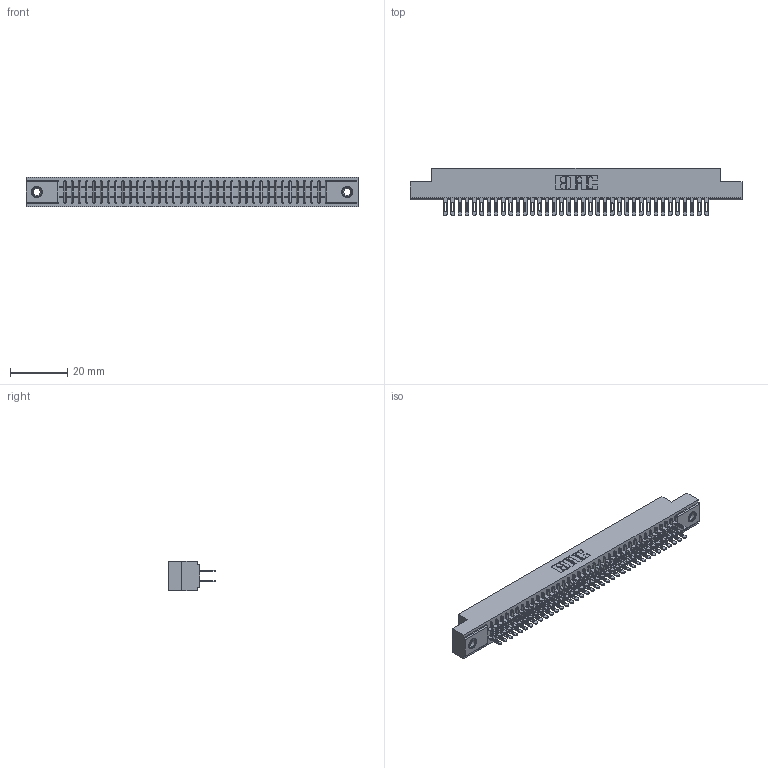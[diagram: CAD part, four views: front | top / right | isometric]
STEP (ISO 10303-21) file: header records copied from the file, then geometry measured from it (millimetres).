
FILE_DESCRIPTION (( 'STEP AP203' ), '1' );
FILE_NAME ('341-074-500-207.STEP', '2018-08-07T20:13:48', ( '' ), ( '' ), 'SwSTEP 2.0', 'SolidWorks 2016', '' );
FILE_SCHEMA (( 'CONFIG_CONTROL_DESIGN' ));
Length unit declared in the file: inch
Products named in the file (4): 341-074-500-207; 341 Part_.156 (3.96) Dia Mounting Holes; 341-292-001_341-292-100; 345-250-001_345-250-005-103
Assembly tree (77 placements, depth 2):
  341-074-500-207
    341 Part_.156 (3.96) Dia Mounting Holes
    341-292-001_341-292-100  x74
    345-250-001_345-250-005-103  x2
Bounding box: 116.2 x 16.69 x 10.16 mm (x, y, z)
Volume: 8658.8 mm3; surface area: 15864.8 mm2
Topology: 77 solids, 77 shells, 5060 faces, 14623 edges, 9466 vertices
Faces by surface type: plane 2912, cylinder 1984, sphere 76, torus 76, cone 12
Entity records: 46637 total; most frequent: CARTESIAN_POINT 7734, ORIENTED_EDGE 7678, DIRECTION 7523, EDGE_CURVE 3839, LINE 3089, VECTOR 3089, VERTEX_POINT 2428, AXIS2_PLACEMENT_3D 2217
